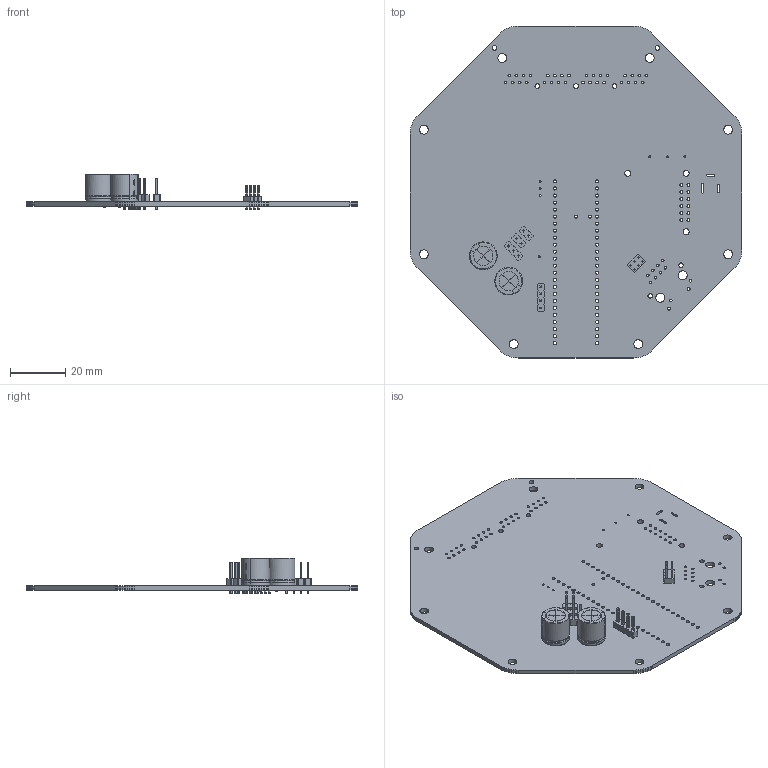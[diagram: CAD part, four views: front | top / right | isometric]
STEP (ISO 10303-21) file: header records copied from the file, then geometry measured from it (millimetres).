
FILE_DESCRIPTION(('KiCad electronic assembly'),'2;1');
FILE_NAME('20240207_mollusc_motion_board_v1-2.step', '2024-02-07T16:59:11',('Pcbnew'),('Kicad'), 'Open CASCADE STEP processor 7.6','KiCad to STEP converter','Unknown' );
FILE_SCHEMA(('AUTOMOTIVE_DESIGN { 1 0 10303 214 1 1 1 1 }'));
Length unit declared in the file: millimetre
Products named in the file (12): 20240207_mollusc_motion_board_v1-2 1; CP_Radial_D10.0mm_P5.00mm; SOLID; PinHeader_1x03_P2.54mm_Vertical; PinHeader_1x04_P2.54mm_Vertical; PinHeader_1x02_P2.54mm_Vertical; PinHeader_2x03_P2.00mm_Vertical; mollusc_motion_board PCB
Assembly tree (13 placements, depth 3):
  20240207_mollusc_motion_board_v1-2 1
    CP_Radial_D10.0mm_P5.00mm  x2
      SOLID
    PinHeader_1x03_P2.54mm_Vertical
      SOLID
    PinHeader_1x04_P2.54mm_Vertical
      SOLID
    PinHeader_1x02_P2.54mm_Vertical  x2
      SOLID
    PinHeader_2x03_P2.00mm_Vertical
      SOLID
    mollusc_motion_board PCB
Bounding box: 120 x 120 x 13 mm (x, y, z)
Volume: 20284.8 mm3; surface area: 26831.1 mm2
Topology: 8 solids, 10 shells, 832 faces, 2166 edges, 1394 vertices
Faces by surface type: plane 628, cylinder 182, bspline 10, revolution 8, torus 4
Full cylindrical faces by diameter (mm): 0.7 x11, 0.8 x6, 0.9 x40, 1 x15, 1.02 x16, 1.1 x50, 1.6 x2, 1.7 x5, 2.18 x3, 3.2 x8, 3.25 x2
Entity records: 53238 total; most frequent: CARTESIAN_POINT 11026, DIRECTION 7242, LINE 5032, VECTOR 5032, ORIENTED_EDGE 3856, PCURVE 3856, DEFINITIONAL_REPRESENTATION 3856, EDGE_CURVE 1928
